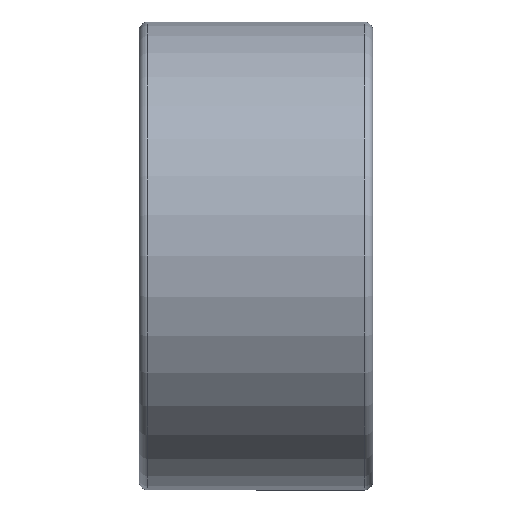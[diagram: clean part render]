
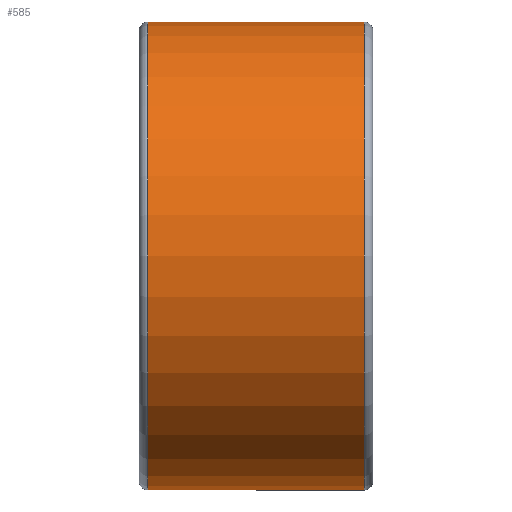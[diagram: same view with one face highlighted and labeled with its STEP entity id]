
A CAD part, front view. The second image highlights one B-rep face of the part: STEP entity #585.
In plain terms, the highlighted cylindrical face has radius 4 mm (diameter 8 mm), a full revolution.
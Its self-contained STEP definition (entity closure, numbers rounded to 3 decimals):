
#2 = CIRCLE ( 'NONE', #932, 4. ) ;
#4 = FACE_OUTER_BOUND ( 'NONE', #956, .T. ) ;
#28 = CARTESIAN_POINT ( 'NONE',  ( 1.85, 0., 4. ) ) ;
#36 = CARTESIAN_POINT ( 'NONE',  ( -1.85, 0., 4. ) ) ;
#87 = CYLINDRICAL_SURFACE ( 'NONE', #1141, 4. ) ;
#93 = DIRECTION ( 'NONE',  ( 0., 0., 1. ) ) ;
#94 = DIRECTION ( 'NONE',  ( -1., 0., 0. ) ) ;
#95 = CARTESIAN_POINT ( 'NONE',  ( 1.85, 0., 0. ) ) ;
#247 = VERTEX_POINT ( 'NONE', #28 ) ;
#268 = DIRECTION ( 'NONE',  ( 0., 0., 1. ) ) ;
#269 = DIRECTION ( 'NONE',  ( -1., 0., 0. ) ) ;
#270 = CARTESIAN_POINT ( 'NONE',  ( -1.85, 0., 0. ) ) ;
#394 = ORIENTED_EDGE ( 'NONE', *, *, #1276, .F. ) ;
#509 = CIRCLE ( 'NONE', #951, 4. ) ;
#585 = ADVANCED_FACE ( 'NONE', ( #4, #847 ), #87, .T. ) ;
#713 = DIRECTION ( 'NONE',  ( -1., 0., 0. ) ) ;
#715 = DIRECTION ( 'NONE',  ( 0., 0., 1. ) ) ;
#731 = ORIENTED_EDGE ( 'NONE', *, *, #1288, .T. ) ;
#799 = CARTESIAN_POINT ( 'NONE',  ( -7.363, 0., 0. ) ) ;
#847 = FACE_OUTER_BOUND ( 'NONE', #952, .T. ) ;
#932 = AXIS2_PLACEMENT_3D ( 'NONE', #95, #94, #93 ) ;
#951 = AXIS2_PLACEMENT_3D ( 'NONE', #270, #269, #268 ) ;
#952 = EDGE_LOOP ( 'NONE', ( #731 ) ) ;
#956 = EDGE_LOOP ( 'NONE', ( #394 ) ) ;
#1141 = AXIS2_PLACEMENT_3D ( 'NONE', #799, #713, #715 ) ;
#1241 = VERTEX_POINT ( 'NONE', #36 ) ;
#1276 = EDGE_CURVE ( 'NONE', #1241, #1241, #509, .T. ) ;
#1288 = EDGE_CURVE ( 'NONE', #247, #247, #2, .T. ) ;
